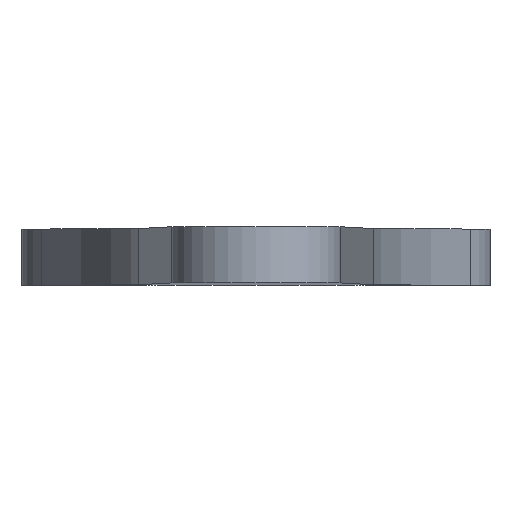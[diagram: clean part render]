
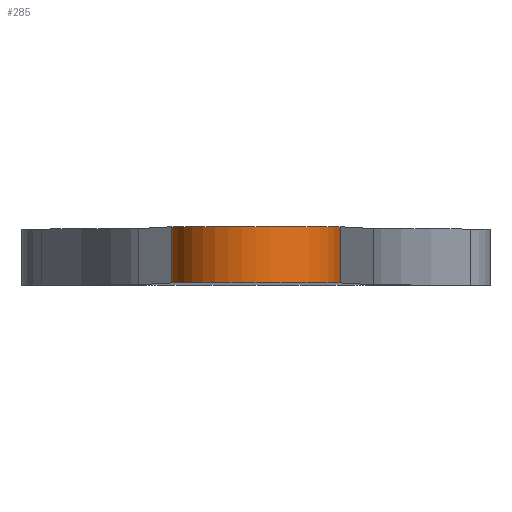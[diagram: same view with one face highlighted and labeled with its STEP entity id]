
A CAD part, top view. The second image highlights one B-rep face of the part: STEP entity #285.
In plain terms, the highlighted cylindrical face has radius 9 mm (diameter 18 mm), a partial arc.
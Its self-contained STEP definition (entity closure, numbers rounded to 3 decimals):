
#30 = DIRECTION ( 'NONE',  ( 0., 1., 0. ) ) ;
#40 = CARTESIAN_POINT ( 'NONE',  ( 8.995, 3., 148.356 ) ) ;
#42 = VECTOR ( 'NONE', #1088, 1000. ) ;
#120 = EDGE_LOOP ( 'NONE', ( #412, #637, #466, #126 ) ) ;
#126 = ORIENTED_EDGE ( 'NONE', *, *, #211, .T. ) ;
#155 = DIRECTION ( 'NONE',  ( 0., -1., 0. ) ) ;
#192 = DIRECTION ( 'NONE',  ( 0., -1., 0. ) ) ;
#211 = EDGE_CURVE ( 'NONE', #937, #647, #324, .T. ) ;
#225 = VECTOR ( 'NONE', #155, 1000. ) ;
#232 = VERTEX_POINT ( 'NONE', #504 ) ;
#254 = FACE_OUTER_BOUND ( 'NONE', #120, .T. ) ;
#285 = ADVANCED_FACE ( 'NONE', ( #254 ), #1016, .T. ) ;
#311 = CIRCLE ( 'NONE', #457, 9. ) ;
#324 = LINE ( 'NONE', #784, #42 ) ;
#359 = DIRECTION ( 'NONE',  ( 0., 1., 0. ) ) ;
#412 = ORIENTED_EDGE ( 'NONE', *, *, #534, .T. ) ;
#423 = VERTEX_POINT ( 'NONE', #40 ) ;
#457 = AXIS2_PLACEMENT_3D ( 'NONE', #971, #359, #1075 ) ;
#466 = ORIENTED_EDGE ( 'NONE', *, *, #768, .F. ) ;
#489 = AXIS2_PLACEMENT_3D ( 'NONE', #948, #30, #865 ) ;
#496 = LINE ( 'NONE', #1170, #225 ) ;
#504 = CARTESIAN_POINT ( 'NONE',  ( 8.995, -3., 148.356 ) ) ;
#534 = EDGE_CURVE ( 'NONE', #647, #232, #825, .T. ) ;
#590 = DIRECTION ( 'NONE',  ( 0., 0., -1. ) ) ;
#637 = ORIENTED_EDGE ( 'NONE', *, *, #1181, .F. ) ;
#647 = VERTEX_POINT ( 'NONE', #1097 ) ;
#768 = EDGE_CURVE ( 'NONE', #937, #423, #311, .T. ) ;
#784 = CARTESIAN_POINT ( 'NONE',  ( -8.995, 3., 148.356 ) ) ;
#825 = CIRCLE ( 'NONE', #489, 9. ) ;
#865 = DIRECTION ( 'NONE',  ( 0., 0., 1. ) ) ;
#925 = AXIS2_PLACEMENT_3D ( 'NONE', #992, #192, #590 ) ;
#937 = VERTEX_POINT ( 'NONE', #1007 ) ;
#948 = CARTESIAN_POINT ( 'NONE',  ( 0., -3., 148.067 ) ) ;
#971 = CARTESIAN_POINT ( 'NONE',  ( 0., 3., 148.067 ) ) ;
#992 = CARTESIAN_POINT ( 'NONE',  ( 0., 3., 148.067 ) ) ;
#1007 = CARTESIAN_POINT ( 'NONE',  ( -8.995, 3., 148.356 ) ) ;
#1016 = CYLINDRICAL_SURFACE ( 'NONE', #925, 9. ) ;
#1075 = DIRECTION ( 'NONE',  ( 0., 0., 1. ) ) ;
#1088 = DIRECTION ( 'NONE',  ( 0., -1., 0. ) ) ;
#1097 = CARTESIAN_POINT ( 'NONE',  ( -8.995, -3., 148.356 ) ) ;
#1170 = CARTESIAN_POINT ( 'NONE',  ( 8.995, 3., 148.356 ) ) ;
#1181 = EDGE_CURVE ( 'NONE', #423, #232, #496, .T. ) ;
